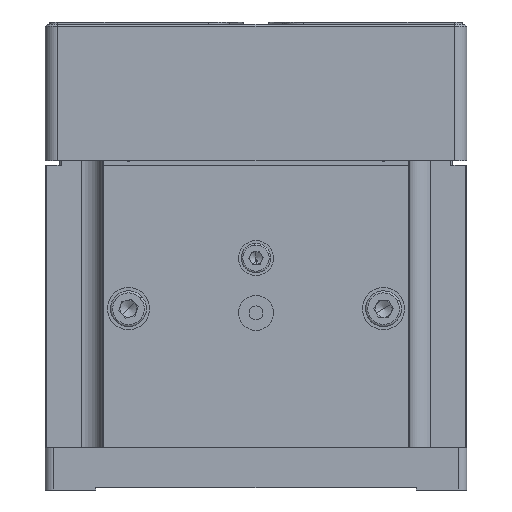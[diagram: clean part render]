
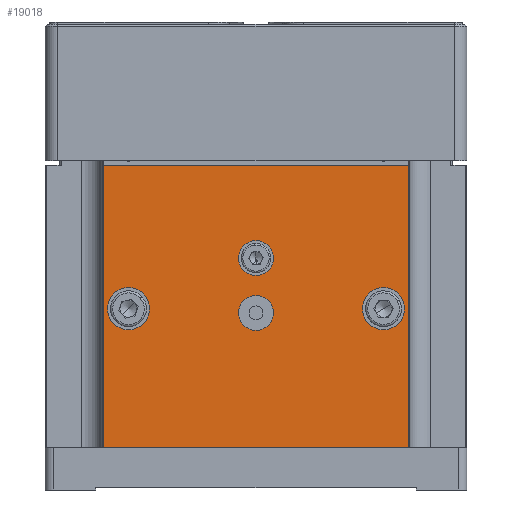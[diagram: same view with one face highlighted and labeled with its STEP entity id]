
A CAD part, front view. The second image highlights one B-rep face of the part: STEP entity #19018.
In plain terms, the highlighted planar face has unit normal (0, -1, 0).
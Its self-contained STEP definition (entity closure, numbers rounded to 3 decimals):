
#310 = EDGE_CURVE ( 'NONE', #40149, #16376, #10057, .T. ) ;
#439 = LINE ( 'NONE', #22340, #41253 ) ;
#917 = LINE ( 'NONE', #37175, #34587 ) ;
#1653 = CIRCLE ( 'NONE', #32457, 5. ) ;
#1751 = DIRECTION ( 'NONE',  ( 0., 0., -1. ) ) ;
#2819 = EDGE_CURVE ( 'NONE', #37464, #40894, #37285, .T. ) ;
#2999 = VECTOR ( 'NONE', #18704, 1000. ) ;
#3018 = CARTESIAN_POINT ( 'NONE',  ( 0., -50., 32. ) ) ;
#3583 = DIRECTION ( 'NONE',  ( -1., 0., 0. ) ) ;
#3660 = CARTESIAN_POINT ( 'NONE',  ( -50., -50., -9.5 ) ) ;
#4269 = EDGE_CURVE ( 'NONE', #40894, #37464, #29187, .T. ) ;
#4348 = LINE ( 'NONE', #18245, #2999 ) ;
#5295 = CARTESIAN_POINT ( 'NONE',  ( 30.25, -50., 33. ) ) ;
#5333 = EDGE_CURVE ( 'NONE', #29226, #19820, #917, .T. ) ;
#6254 = DIRECTION ( 'NONE',  ( 0., 0., -1. ) ) ;
#6643 = EDGE_CURVE ( 'NONE', #26947, #7413, #1653, .T. ) ;
#6683 = DIRECTION ( 'NONE',  ( 0., 0., -1. ) ) ;
#6762 = DIRECTION ( 'NONE',  ( 0., 0., -1. ) ) ;
#6851 = DIRECTION ( 'NONE',  ( 0., 0., -1. ) ) ;
#7234 = CARTESIAN_POINT ( 'NONE',  ( 36.2, -50., 67. ) ) ;
#7377 = CIRCLE ( 'NONE', #8901, 5. ) ;
#7413 = VERTEX_POINT ( 'NONE', #10115 ) ;
#7686 = FACE_OUTER_BOUND ( 'NONE', #35679, .T. ) ;
#7959 = EDGE_LOOP ( 'NONE', ( #12411, #37465 ) ) ;
#8901 = AXIS2_PLACEMENT_3D ( 'NONE', #42619, #28232, #6851 ) ;
#10057 = CIRCLE ( 'NONE', #46167, 4.127 ) ;
#10115 = CARTESIAN_POINT ( 'NONE',  ( 30.25, -50., 28. ) ) ;
#10986 = DIRECTION ( 'NONE',  ( 0., 1., 0. ) ) ;
#11188 = FACE_BOUND ( 'NONE', #45577, .T. ) ;
#11579 = LINE ( 'NONE', #18190, #14312 ) ;
#12005 = AXIS2_PLACEMENT_3D ( 'NONE', #3018, #10986, #25333 ) ;
#12270 = VERTEX_POINT ( 'NONE', #43520 ) ;
#12354 = DIRECTION ( 'NONE',  ( 0., 1., 0. ) ) ;
#12411 = ORIENTED_EDGE ( 'NONE', *, *, #37922, .T. ) ;
#13273 = CARTESIAN_POINT ( 'NONE',  ( 0., -50., 45. ) ) ;
#13469 = CIRCLE ( 'NONE', #24019, 5. ) ;
#14312 = VECTOR ( 'NONE', #3583, 1000. ) ;
#15441 = EDGE_CURVE ( 'NONE', #42571, #19820, #439, .T. ) ;
#15636 = CARTESIAN_POINT ( 'NONE',  ( 0., -50., 27.873 ) ) ;
#15998 = ORIENTED_EDGE ( 'NONE', *, *, #310, .T. ) ;
#16133 = EDGE_CURVE ( 'NONE', #12270, #29934, #13469, .T. ) ;
#16227 = AXIS2_PLACEMENT_3D ( 'NONE', #13273, #35421, #6683 ) ;
#16331 = EDGE_CURVE ( 'NONE', #42571, #24163, #4348, .T. ) ;
#16376 = VERTEX_POINT ( 'NONE', #44848 ) ;
#16727 = EDGE_CURVE ( 'NONE', #24163, #29226, #11579, .T. ) ;
#16837 = CARTESIAN_POINT ( 'NONE',  ( -30.25, -50., 38. ) ) ;
#18190 = CARTESIAN_POINT ( 'NONE',  ( -50., -50., 67. ) ) ;
#18245 = CARTESIAN_POINT ( 'NONE',  ( 36.2, -50., -9.5 ) ) ;
#18278 = CARTESIAN_POINT ( 'NONE',  ( 30.25, -50., 33. ) ) ;
#18560 = CARTESIAN_POINT ( 'NONE',  ( -36.2, -50., 67. ) ) ;
#18588 = ORIENTED_EDGE ( 'NONE', *, *, #15441, .F. ) ;
#18704 = DIRECTION ( 'NONE',  ( 0., 0., 1. ) ) ;
#19018 = ADVANCED_FACE ( 'NONE', ( #32836, #11188, #25546, #39937, #7686 ), #35919, .T. ) ;
#19665 = DIRECTION ( 'NONE',  ( 0., 0., -1. ) ) ;
#19820 = VERTEX_POINT ( 'NONE', #29126 ) ;
#21657 = CIRCLE ( 'NONE', #33702, 5. ) ;
#22285 = ORIENTED_EDGE ( 'NONE', *, *, #16133, .T. ) ;
#22340 = CARTESIAN_POINT ( 'NONE',  ( 0., -50., 0. ) ) ;
#22612 = ORIENTED_EDGE ( 'NONE', *, *, #16727, .T. ) ;
#22890 = ORIENTED_EDGE ( 'NONE', *, *, #2819, .T. ) ;
#23166 = CARTESIAN_POINT ( 'NONE',  ( 30.25, -50., 38. ) ) ;
#24019 = AXIS2_PLACEMENT_3D ( 'NONE', #27901, #34963, #6254 ) ;
#24163 = VERTEX_POINT ( 'NONE', #7234 ) ;
#24253 = EDGE_CURVE ( 'NONE', #16376, #40149, #30788, .T. ) ;
#25333 = DIRECTION ( 'NONE',  ( 0., 0., -1. ) ) ;
#25546 = FACE_BOUND ( 'NONE', #27245, .T. ) ;
#26822 = CARTESIAN_POINT ( 'NONE',  ( 36.2, -50., 0. ) ) ;
#26947 = VERTEX_POINT ( 'NONE', #23166 ) ;
#27245 = EDGE_LOOP ( 'NONE', ( #22285, #46053 ) ) ;
#27560 = CARTESIAN_POINT ( 'NONE',  ( 0., -50., 40.873 ) ) ;
#27762 = EDGE_LOOP ( 'NONE', ( #15998, #41009 ) ) ;
#27901 = CARTESIAN_POINT ( 'NONE',  ( -30.25, -50., 33. ) ) ;
#28232 = DIRECTION ( 'NONE',  ( 0., 1., 0. ) ) ;
#29126 = CARTESIAN_POINT ( 'NONE',  ( -36.2, -50., 0. ) ) ;
#29187 = CIRCLE ( 'NONE', #42715, 4.127 ) ;
#29226 = VERTEX_POINT ( 'NONE', #18560 ) ;
#29552 = CARTESIAN_POINT ( 'NONE',  ( 0., -50., 32. ) ) ;
#29934 = VERTEX_POINT ( 'NONE', #16837 ) ;
#30788 = CIRCLE ( 'NONE', #12005, 4.127 ) ;
#32457 = AXIS2_PLACEMENT_3D ( 'NONE', #18278, #36188, #43471 ) ;
#32836 = FACE_BOUND ( 'NONE', #27762, .T. ) ;
#33632 = DIRECTION ( 'NONE',  ( -1., 0., 0. ) ) ;
#33702 = AXIS2_PLACEMENT_3D ( 'NONE', #5295, #12354, #1751 ) ;
#34416 = ORIENTED_EDGE ( 'NONE', *, *, #16331, .T. ) ;
#34587 = VECTOR ( 'NONE', #44494, 1000. ) ;
#34963 = DIRECTION ( 'NONE',  ( 0., 1., 0. ) ) ;
#35421 = DIRECTION ( 'NONE',  ( 0., 1., 0. ) ) ;
#35679 = EDGE_LOOP ( 'NONE', ( #18588, #34416, #22612, #45359 ) ) ;
#35834 = EDGE_CURVE ( 'NONE', #29934, #12270, #7377, .T. ) ;
#35919 = PLANE ( 'NONE',  #40300 ) ;
#36188 = DIRECTION ( 'NONE',  ( 0., 1., 0. ) ) ;
#36445 = CARTESIAN_POINT ( 'NONE',  ( 0., -50., 49.127 ) ) ;
#37175 = CARTESIAN_POINT ( 'NONE',  ( -36.2, -50., -9.5 ) ) ;
#37285 = CIRCLE ( 'NONE', #16227, 4.127 ) ;
#37320 = DIRECTION ( 'NONE',  ( 0., -1., 0. ) ) ;
#37464 = VERTEX_POINT ( 'NONE', #36445 ) ;
#37465 = ORIENTED_EDGE ( 'NONE', *, *, #6643, .T. ) ;
#37922 = EDGE_CURVE ( 'NONE', #7413, #26947, #21657, .T. ) ;
#38998 = DIRECTION ( 'NONE',  ( 0., 1., 0. ) ) ;
#39187 = ORIENTED_EDGE ( 'NONE', *, *, #4269, .T. ) ;
#39937 = FACE_BOUND ( 'NONE', #7959, .T. ) ;
#40149 = VERTEX_POINT ( 'NONE', #15636 ) ;
#40300 = AXIS2_PLACEMENT_3D ( 'NONE', #3660, #37320, #19665 ) ;
#40894 = VERTEX_POINT ( 'NONE', #27560 ) ;
#41009 = ORIENTED_EDGE ( 'NONE', *, *, #24253, .T. ) ;
#41253 = VECTOR ( 'NONE', #33632, 1000. ) ;
#42571 = VERTEX_POINT ( 'NONE', #26822 ) ;
#42619 = CARTESIAN_POINT ( 'NONE',  ( -30.25, -50., 33. ) ) ;
#42715 = AXIS2_PLACEMENT_3D ( 'NONE', #46549, #38998, #6762 ) ;
#43471 = DIRECTION ( 'NONE',  ( 0., 0., -1. ) ) ;
#43520 = CARTESIAN_POINT ( 'NONE',  ( -30.25, -50., 28. ) ) ;
#43715 = DIRECTION ( 'NONE',  ( 0., 1., 0. ) ) ;
#44164 = DIRECTION ( 'NONE',  ( 0., 0., -1. ) ) ;
#44494 = DIRECTION ( 'NONE',  ( 0., 0., -1. ) ) ;
#44848 = CARTESIAN_POINT ( 'NONE',  ( 0., -50., 36.127 ) ) ;
#45359 = ORIENTED_EDGE ( 'NONE', *, *, #5333, .T. ) ;
#45577 = EDGE_LOOP ( 'NONE', ( #39187, #22890 ) ) ;
#46053 = ORIENTED_EDGE ( 'NONE', *, *, #35834, .T. ) ;
#46167 = AXIS2_PLACEMENT_3D ( 'NONE', #29552, #43715, #44164 ) ;
#46549 = CARTESIAN_POINT ( 'NONE',  ( 0., -50., 45. ) ) ;
